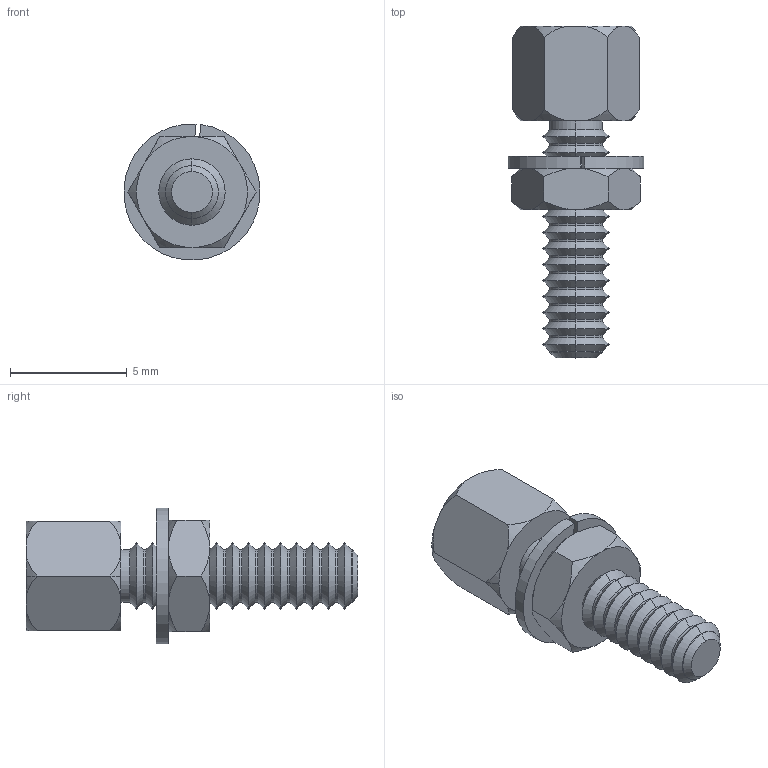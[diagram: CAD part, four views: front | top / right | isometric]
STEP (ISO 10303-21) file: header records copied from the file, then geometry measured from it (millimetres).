
FILE_DESCRIPTION (( 'STEP AP214' ), '1' );
FILE_NAME ('SDG400XS.STEP', '2006-08-03T15:41:37', ( 'L-COM' ), ( 'L-COM' ), 'SwSTEP 2.0', 'SolidWorks 2006004', '' );
FILE_SCHEMA (( 'AUTOMOTIVE_DESIGN' ));
Length unit declared in the file: inch
Products named in the file (4): 3AA03-004; SDG400XS-MA1; 3AA02-005; SDG400XS
Assembly tree (3 placements, depth 2):
  SDG400XS
    SDG400XS-MA1
    3AA03-004
    3AA02-005
Bounding box: 5.83 x 14.22 x 5.83 mm (x, y, z)
Volume: 145.3 mm3; surface area: 359.3 mm2
Topology: 3 solids, 3 shells, 146 faces, 312 edges, 174 vertices
Faces by surface type: cone 70, cylinder 38, plane 22, sphere 16
Entity records: 4174 total; most frequent: CARTESIAN_POINT 774, DIRECTION 754, ORIENTED_EDGE 624, AXIS2_PLACEMENT_3D 314, EDGE_CURVE 312, VERTEX_POINT 174, CIRCLE 162, EDGE_LOOP 150
